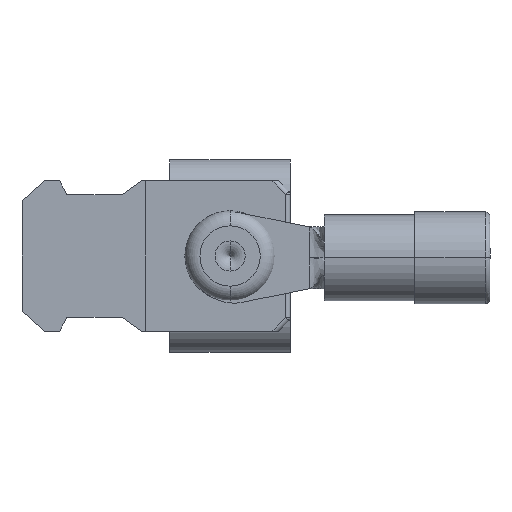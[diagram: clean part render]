
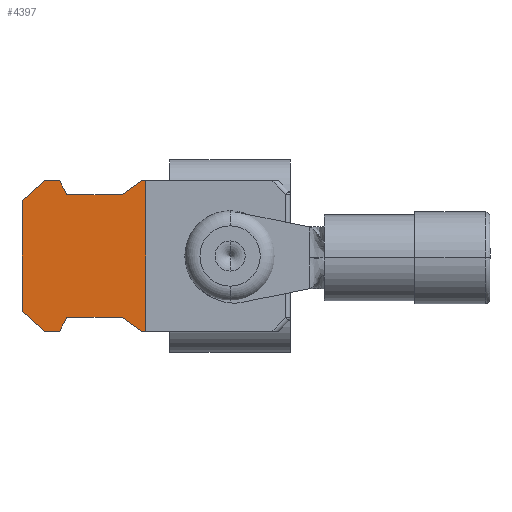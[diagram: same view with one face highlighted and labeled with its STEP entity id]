
A CAD part, front view. The second image highlights one B-rep face of the part: STEP entity #4397.
In plain terms, the highlighted planar face has unit normal (0, -1, 0).
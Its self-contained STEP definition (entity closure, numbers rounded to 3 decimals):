
#130 = VECTOR ( 'NONE', #12936, 1000. ) ;
#226 = CARTESIAN_POINT ( 'NONE',  ( 94.615, 101.049, 0. ) ) ;
#261 = VERTEX_POINT ( 'NONE', #13360 ) ;
#516 = DIRECTION ( 'NONE',  ( 0., -1., 0. ) ) ;
#522 = CARTESIAN_POINT ( 'NONE',  ( 102.835, 101.049, 252.718 ) ) ;
#576 = VERTEX_POINT ( 'NONE', #11441 ) ;
#915 = DIRECTION ( 'NONE',  ( -0.443, 0., 0.897 ) ) ;
#946 = VERTEX_POINT ( 'NONE', #522 ) ;
#1043 = EDGE_LOOP ( 'NONE', ( #9387, #13668, #14618, #1750, #13225, #7267, #13543, #11963, #17173, #17114, #4667, #3712, #10459, #2213 ) ) ;
#1186 = LINE ( 'NONE', #8456, #15483 ) ;
#1750 = ORIENTED_EDGE ( 'NONE', *, *, #4075, .T. ) ;
#1802 = CARTESIAN_POINT ( 'NONE',  ( 0., 101.049, 0. ) ) ;
#1971 = CARTESIAN_POINT ( 'NONE',  ( 96.081, 101.049, 262.718 ) ) ;
#2001 = VERTEX_POINT ( 'NONE', #1971 ) ;
#2213 = ORIENTED_EDGE ( 'NONE', *, *, #10182, .T. ) ;
#2374 = VERTEX_POINT ( 'NONE', #10717 ) ;
#2805 = VERTEX_POINT ( 'NONE', #5124 ) ;
#3159 = DIRECTION ( 'NONE',  ( -0.742, 0., -0.671 ) ) ;
#3171 = DIRECTION ( 'NONE',  ( 0.81, 0., -0.586 ) ) ;
#3303 = DIRECTION ( 'NONE',  ( -1., 0., 0. ) ) ;
#3442 = VERTEX_POINT ( 'NONE', #13078 ) ;
#3548 = EDGE_CURVE ( 'NONE', #9656, #261, #12039, .T. ) ;
#3712 = ORIENTED_EDGE ( 'NONE', *, *, #5960, .T. ) ;
#4075 = EDGE_CURVE ( 'NONE', #16020, #9656, #1186, .T. ) ;
#4147 = FACE_OUTER_BOUND ( 'NONE', #1043, .T. ) ;
#4260 = EDGE_CURVE ( 'NONE', #10509, #9741, #15230, .T. ) ;
#4273 = VECTOR ( 'NONE', #10375, 1000. ) ;
#4367 = EDGE_CURVE ( 'NONE', #576, #3442, #11393, .T. ) ;
#4395 = LINE ( 'NONE', #12960, #8658 ) ;
#4397 = ADVANCED_FACE ( 'NONE', ( #4147 ), #15607, .T. ) ;
#4479 = EDGE_CURVE ( 'NONE', #10879, #576, #8971, .T. ) ;
#4667 = ORIENTED_EDGE ( 'NONE', *, *, #4367, .T. ) ;
#4669 = CARTESIAN_POINT ( 'NONE',  ( 96.081, 101.049, 262.718 ) ) ;
#4930 = DIRECTION ( 'NONE',  ( 0.443, 0., 0.897 ) ) ;
#5085 = VECTOR ( 'NONE', #7206, 1000. ) ;
#5088 = CARTESIAN_POINT ( 'NONE',  ( 0., 101.049, 253.642 ) ) ;
#5124 = CARTESIAN_POINT ( 'NONE',  ( 97.123, 101.049, 262.718 ) ) ;
#5217 = CARTESIAN_POINT ( 'NONE',  ( 0., 101.049, 262.718 ) ) ;
#5220 = VECTOR ( 'NONE', #3159, 1000. ) ;
#5324 = CARTESIAN_POINT ( 'NONE',  ( 102.551, 101.049, 262.718 ) ) ;
#5382 = LINE ( 'NONE', #5217, #18227 ) ;
#5960 = EDGE_CURVE ( 'NONE', #3442, #10509, #4395, .T. ) ;
#6260 = VECTOR ( 'NONE', #12945, 1000. ) ;
#6794 = EDGE_CURVE ( 'NONE', #261, #2374, #10381, .T. ) ;
#6910 = EDGE_CURVE ( 'NONE', #946, #16020, #12785, .T. ) ;
#7206 = DIRECTION ( 'NONE',  ( 0.742, 0., -0.671 ) ) ;
#7267 = ORIENTED_EDGE ( 'NONE', *, *, #6794, .T. ) ;
#7893 = CARTESIAN_POINT ( 'NONE',  ( 97.123, 101.049, 252.718 ) ) ;
#8352 = EDGE_CURVE ( 'NONE', #9811, #13894, #17478, .T. ) ;
#8456 = CARTESIAN_POINT ( 'NONE',  ( 120.942, 101.049, 262.718 ) ) ;
#8597 = VECTOR ( 'NONE', #3171, 1000. ) ;
#8658 = VECTOR ( 'NONE', #17186, 1000. ) ;
#8971 = LINE ( 'NONE', #226, #4273 ) ;
#9169 = CARTESIAN_POINT ( 'NONE',  ( 97.58, 101.049, 253.642 ) ) ;
#9387 = ORIENTED_EDGE ( 'NONE', *, *, #8352, .T. ) ;
#9656 = VERTEX_POINT ( 'NONE', #5324 ) ;
#9664 = CARTESIAN_POINT ( 'NONE',  ( 94.615, 101.049, 261.391 ) ) ;
#9741 = VERTEX_POINT ( 'NONE', #9169 ) ;
#9811 = VERTEX_POINT ( 'NONE', #17559 ) ;
#9920 = VECTOR ( 'NONE', #15287, 1000. ) ;
#10182 = EDGE_CURVE ( 'NONE', #9741, #9811, #17817, .T. ) ;
#10316 = LINE ( 'NONE', #11890, #6260 ) ;
#10375 = DIRECTION ( 'NONE',  ( 0., 0., -1. ) ) ;
#10381 = LINE ( 'NONE', #16058, #10759 ) ;
#10459 = ORIENTED_EDGE ( 'NONE', *, *, #4260, .T. ) ;
#10509 = VERTEX_POINT ( 'NONE', #7893 ) ;
#10717 = CARTESIAN_POINT ( 'NONE',  ( 97.58, 101.049, 261.793 ) ) ;
#10759 = VECTOR ( 'NONE', #3303, 1000. ) ;
#10879 = VERTEX_POINT ( 'NONE', #9664 ) ;
#11005 = CARTESIAN_POINT ( 'NONE',  ( 102.551, 101.049, 262.718 ) ) ;
#11393 = LINE ( 'NONE', #12723, #5085 ) ;
#11441 = CARTESIAN_POINT ( 'NONE',  ( 94.615, 101.049, 254.044 ) ) ;
#11529 = CARTESIAN_POINT ( 'NONE',  ( 102.835, 101.049, 262.718 ) ) ;
#11890 = CARTESIAN_POINT ( 'NONE',  ( 0., 101.049, 252.718 ) ) ;
#11963 = ORIENTED_EDGE ( 'NONE', *, *, #12380, .T. ) ;
#12039 = LINE ( 'NONE', #11005, #9920 ) ;
#12185 = DIRECTION ( 'NONE',  ( -1., 0., 0. ) ) ;
#12380 = EDGE_CURVE ( 'NONE', #2805, #2001, #5382, .T. ) ;
#12382 = EDGE_CURVE ( 'NONE', #2374, #2805, #16818, .T. ) ;
#12604 = CARTESIAN_POINT ( 'NONE',  ( 102.835, 101.049, 0. ) ) ;
#12723 = CARTESIAN_POINT ( 'NONE',  ( 94.615, 101.049, 254.044 ) ) ;
#12743 = DIRECTION ( 'NONE',  ( -1., 0., 0. ) ) ;
#12785 = LINE ( 'NONE', #12604, #13765 ) ;
#12936 = DIRECTION ( 'NONE',  ( 1., 0., 0. ) ) ;
#12945 = DIRECTION ( 'NONE',  ( 1., 0., 0. ) ) ;
#12960 = CARTESIAN_POINT ( 'NONE',  ( 0., 101.049, 252.718 ) ) ;
#13078 = CARTESIAN_POINT ( 'NONE',  ( 96.081, 101.049, 252.718 ) ) ;
#13225 = ORIENTED_EDGE ( 'NONE', *, *, #3548, .T. ) ;
#13228 = LINE ( 'NONE', #4669, #5220 ) ;
#13360 = CARTESIAN_POINT ( 'NONE',  ( 101.272, 101.049, 261.793 ) ) ;
#13543 = ORIENTED_EDGE ( 'NONE', *, *, #12382, .T. ) ;
#13668 = ORIENTED_EDGE ( 'NONE', *, *, #17897, .T. ) ;
#13765 = VECTOR ( 'NONE', #15480, 1000. ) ;
#13778 = CARTESIAN_POINT ( 'NONE',  ( 97.58, 101.049, 261.793 ) ) ;
#13864 = CARTESIAN_POINT ( 'NONE',  ( 97.123, 101.049, 252.718 ) ) ;
#13894 = VERTEX_POINT ( 'NONE', #15384 ) ;
#14618 = ORIENTED_EDGE ( 'NONE', *, *, #6910, .T. ) ;
#14971 = VECTOR ( 'NONE', #915, 1000. ) ;
#15230 = LINE ( 'NONE', #13864, #18145 ) ;
#15287 = DIRECTION ( 'NONE',  ( -0.81, 0., -0.586 ) ) ;
#15384 = CARTESIAN_POINT ( 'NONE',  ( 102.551, 101.049, 252.718 ) ) ;
#15480 = DIRECTION ( 'NONE',  ( 0., 0., 1. ) ) ;
#15483 = VECTOR ( 'NONE', #12743, 1000. ) ;
#15607 = PLANE ( 'NONE',  #16070 ) ;
#16012 = CARTESIAN_POINT ( 'NONE',  ( 101.272, 101.049, 253.642 ) ) ;
#16020 = VERTEX_POINT ( 'NONE', #11529 ) ;
#16058 = CARTESIAN_POINT ( 'NONE',  ( 0., 101.049, 261.793 ) ) ;
#16070 = AXIS2_PLACEMENT_3D ( 'NONE', #1802, #516, #17244 ) ;
#16818 = LINE ( 'NONE', #13778, #14971 ) ;
#17114 = ORIENTED_EDGE ( 'NONE', *, *, #4479, .T. ) ;
#17173 = ORIENTED_EDGE ( 'NONE', *, *, #17326, .T. ) ;
#17186 = DIRECTION ( 'NONE',  ( 1., 0., 0. ) ) ;
#17244 = DIRECTION ( 'NONE',  ( 0., 0., -1. ) ) ;
#17326 = EDGE_CURVE ( 'NONE', #2001, #10879, #13228, .T. ) ;
#17478 = LINE ( 'NONE', #16012, #8597 ) ;
#17559 = CARTESIAN_POINT ( 'NONE',  ( 101.272, 101.049, 253.642 ) ) ;
#17817 = LINE ( 'NONE', #5088, #130 ) ;
#17897 = EDGE_CURVE ( 'NONE', #13894, #946, #10316, .T. ) ;
#18145 = VECTOR ( 'NONE', #4930, 1000. ) ;
#18227 = VECTOR ( 'NONE', #12185, 1000. ) ;
